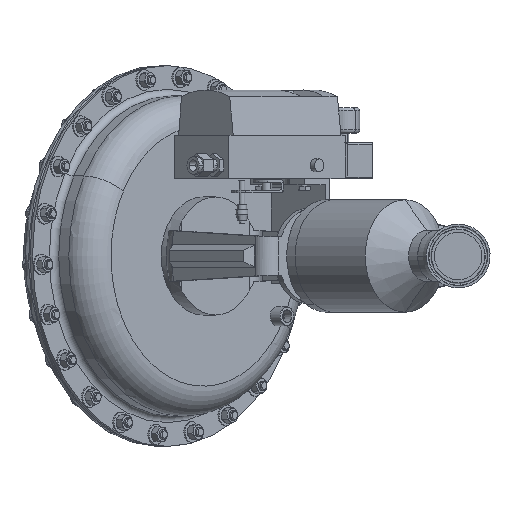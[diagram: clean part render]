
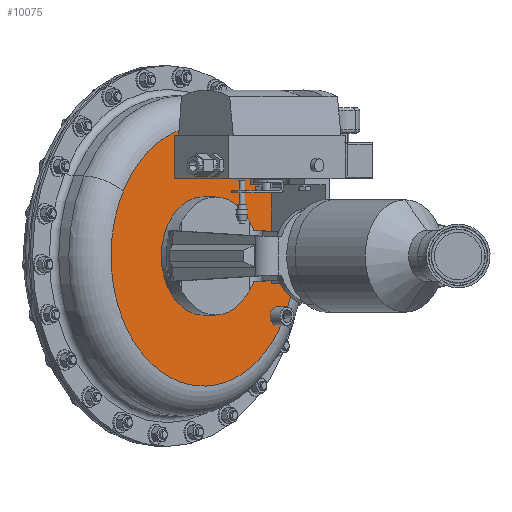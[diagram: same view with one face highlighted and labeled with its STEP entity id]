
A CAD part, left-side view. The second image highlights one B-rep face of the part: STEP entity #10075.
In plain terms, the highlighted planar face has unit normal (-0.707, -0.707, 0).
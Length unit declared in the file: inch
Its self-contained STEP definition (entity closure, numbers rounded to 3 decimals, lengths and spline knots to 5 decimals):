
#410 = ORIENTED_EDGE ( 'NONE', *, *, #3577, .F. ) ;
#463 = FACE_OUTER_BOUND ( 'NONE', #3366, .T. ) ;
#1047 = ORIENTED_EDGE ( 'NONE', *, *, #1670, .F. ) ;
#1670 = EDGE_CURVE ( 'NONE', #24639, #36148, #35575, .T. ) ;
#2502 = DIRECTION ( 'NONE',  ( 0.707, 0.707, 0. ) ) ;
#3366 = EDGE_LOOP ( 'NONE', ( #410, #39850, #9206, #42574, #1047 ) ) ;
#3399 = CARTESIAN_POINT ( 'NONE',  ( 14.22066, 7.12391, -2.74943 ) ) ;
#3577 = EDGE_CURVE ( 'NONE', #36148, #24639, #40301, .T. ) ;
#3636 = VERTEX_POINT ( 'NONE', #3399 ) ;
#4273 = FACE_BOUND ( 'NONE', #33418, .T. ) ;
#6048 = EDGE_CURVE ( 'NONE', #44187, #36173, #23091, .T. ) ;
#6927 = DIRECTION ( 'NONE',  ( 0.707, -0.707, 0. ) ) ;
#6992 = DIRECTION ( 'NONE',  ( 0.707, 0.707, 0. ) ) ;
#8260 = AXIS2_PLACEMENT_3D ( 'NONE', #26661, #37392, #12712 ) ;
#9206 = ORIENTED_EDGE ( 'NONE', *, *, #20486, .T. ) ;
#9702 = CARTESIAN_POINT ( 'NONE',  ( 14.20605, 7.13851, -2.375 ) ) ;
#9908 = DIRECTION ( 'NONE',  ( 0.612, -0.612, -0.5 ) ) ;
#10075 = ADVANCED_FACE ( 'NONE', ( #4273, #463 ), #12065, .T. ) ;
#11322 = CARTESIAN_POINT ( 'NONE',  ( 14.19144, 7.15312, -2.00057 ) ) ;
#11848 = DIRECTION ( 'NONE',  ( 0.707, 0.707, 0. ) ) ;
#12065 = PLANE ( 'NONE',  #13135 ) ;
#12515 = DIRECTION ( 'NONE',  ( -0.612, 0.612, 0.5 ) ) ;
#12584 = CIRCLE ( 'NONE', #31347, 0.375 ) ;
#12712 = DIRECTION ( 'NONE',  ( 0.612, -0.612, -0.5 ) ) ;
#12961 = CARTESIAN_POINT ( 'NONE',  ( 9.48532, 11.85924, -4.43838 ) ) ;
#13135 = AXIS2_PLACEMENT_3D ( 'NONE', #12961, #27037, #12515 ) ;
#13627 = CARTESIAN_POINT ( 'NONE',  ( 11.29728, 10.04728, -2.325 ) ) ;
#15331 = CARTESIAN_POINT ( 'NONE',  ( 11.29728, 10.04728, 2.325 ) ) ;
#15604 = EDGE_CURVE ( 'NONE', #24894, #36148, #28354, .T. ) ;
#20486 = EDGE_CURVE ( 'NONE', #3636, #24894, #12584, .T. ) ;
#21629 = AXIS2_PLACEMENT_3D ( 'NONE', #30870, #6992, #9908 ) ;
#22230 = ORIENTED_EDGE ( 'NONE', *, *, #6048, .F. ) ;
#22844 = CARTESIAN_POINT ( 'NONE',  ( 8.15887, 13.18569, 2.5625 ) ) ;
#23091 = CIRCLE ( 'NONE', #23871, 2.325 ) ;
#23650 = DIRECTION ( 'NONE',  ( -0.707, -0.707, 0. ) ) ;
#23871 = AXIS2_PLACEMENT_3D ( 'NONE', #38287, #34618, #6927 ) ;
#24639 = VERTEX_POINT ( 'NONE', #22844 ) ;
#24894 = VERTEX_POINT ( 'NONE', #11322 ) ;
#25250 = CARTESIAN_POINT ( 'NONE',  ( 14.20605, 7.13851, -2.375 ) ) ;
#25551 = CIRCLE ( 'NONE', #32364, 2.325 ) ;
#25562 = DIRECTION ( 'NONE',  ( 0.039, -0.039, -0.998 ) ) ;
#26661 = CARTESIAN_POINT ( 'NONE',  ( 11.29728, 10.04728, 0. ) ) ;
#27037 = DIRECTION ( 'NONE',  ( -0.707, -0.707, 0. ) ) ;
#27068 = ORIENTED_EDGE ( 'NONE', *, *, #35122, .F. ) ;
#27616 = AXIS2_PLACEMENT_3D ( 'NONE', #25250, #42615, #25562 ) ;
#28354 = CIRCLE ( 'NONE', #27616, 0.375 ) ;
#29919 = CARTESIAN_POINT ( 'NONE',  ( 14.20605, 7.13851, -2.375 ) ) ;
#30243 = CARTESIAN_POINT ( 'NONE',  ( 11.29728, 10.04728, 0. ) ) ;
#30665 = DIRECTION ( 'NONE',  ( 0.039, -0.039, -0.998 ) ) ;
#30870 = CARTESIAN_POINT ( 'NONE',  ( 11.29728, 10.04728, 0. ) ) ;
#31347 = AXIS2_PLACEMENT_3D ( 'NONE', #29919, #11848, #43759 ) ;
#31707 = EDGE_CURVE ( 'NONE', #36148, #3636, #41183, .T. ) ;
#32364 = AXIS2_PLACEMENT_3D ( 'NONE', #30243, #23650, #37617 ) ;
#33418 = EDGE_LOOP ( 'NONE', ( #27068, #22230 ) ) ;
#34618 = DIRECTION ( 'NONE',  ( -0.707, -0.707, 0. ) ) ;
#35122 = EDGE_CURVE ( 'NONE', #36173, #44187, #25551, .T. ) ;
#35575 = CIRCLE ( 'NONE', #21629, 5.125 ) ;
#36148 = VERTEX_POINT ( 'NONE', #38136 ) ;
#36173 = VERTEX_POINT ( 'NONE', #13627 ) ;
#37392 = DIRECTION ( 'NONE',  ( 0.707, 0.707, 0. ) ) ;
#37617 = DIRECTION ( 'NONE',  ( 0.707, -0.707, 0. ) ) ;
#38136 = CARTESIAN_POINT ( 'NONE',  ( 14.43569, 6.90887, -2.5625 ) ) ;
#38287 = CARTESIAN_POINT ( 'NONE',  ( 11.29728, 10.04728, 0. ) ) ;
#39850 = ORIENTED_EDGE ( 'NONE', *, *, #31707, .T. ) ;
#40301 = CIRCLE ( 'NONE', #8260, 5.125 ) ;
#41183 = CIRCLE ( 'NONE', #44592, 0.375 ) ;
#42574 = ORIENTED_EDGE ( 'NONE', *, *, #15604, .T. ) ;
#42615 = DIRECTION ( 'NONE',  ( 0.707, 0.707, 0. ) ) ;
#43759 = DIRECTION ( 'NONE',  ( 0.039, -0.039, -0.998 ) ) ;
#44187 = VERTEX_POINT ( 'NONE', #15331 ) ;
#44592 = AXIS2_PLACEMENT_3D ( 'NONE', #9702, #2502, #30665 ) ;
